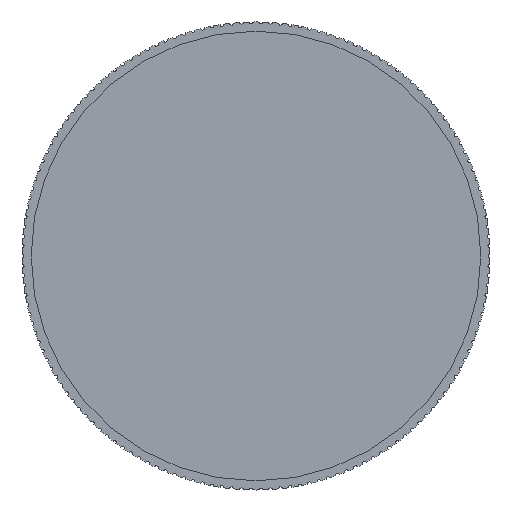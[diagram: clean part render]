
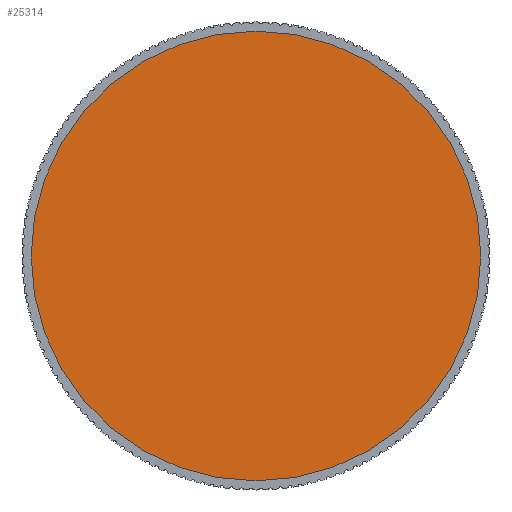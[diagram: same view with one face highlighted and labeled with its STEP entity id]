
A CAD part, left-side view. The second image highlights one B-rep face of the part: STEP entity #25314.
In plain terms, the highlighted face is planar.
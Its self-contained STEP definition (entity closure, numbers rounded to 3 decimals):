
#25248 = CYLINDRICAL_SURFACE('',#25249,6.125);
#25249 = AXIS2_PLACEMENT_3D('',#25250,#25251,#25252);
#25250 = CARTESIAN_POINT('',(0.,0.,0.));
#25251 = DIRECTION('',(0.,0.,-1.));
#25252 = DIRECTION('',(1.,0.,0.));
#25263 = EDGE_CURVE('',#25264,#25264,#25266,.T.);
#25264 = VERTEX_POINT('',#25265);
#25265 = CARTESIAN_POINT('',(6.125,0.,0.));
#25266 = SURFACE_CURVE('',#25267,(#25272,#25279),.PCURVE_S1.);
#25267 = CIRCLE('',#25268,6.125);
#25268 = AXIS2_PLACEMENT_3D('',#25269,#25270,#25271);
#25269 = CARTESIAN_POINT('',(0.,0.,0.));
#25270 = DIRECTION('',(0.,0.,-1.));
#25271 = DIRECTION('',(1.,0.,0.));
#25272 = PCURVE('',#25248,#25273);
#25273 = DEFINITIONAL_REPRESENTATION('',(#25274),#25278);
#25274 = LINE('',#25275,#25276);
#25275 = CARTESIAN_POINT('',(0.,0.));
#25276 = VECTOR('',#25277,1.);
#25277 = DIRECTION('',(1.,0.));
#25278 = ( GEOMETRIC_REPRESENTATION_CONTEXT(2) 
PARAMETRIC_REPRESENTATION_CONTEXT() REPRESENTATION_CONTEXT('2D SPACE',''
  ) );
#25279 = PCURVE('',#25280,#25285);
#25280 = PLANE('',#25281);
#25281 = AXIS2_PLACEMENT_3D('',#25282,#25283,#25284);
#25282 = CARTESIAN_POINT('',(6.375,0.,0.));
#25283 = DIRECTION('',(0.,0.,-1.));
#25284 = DIRECTION('',(-1.,0.,0.));
#25285 = DEFINITIONAL_REPRESENTATION('',(#25286),#25290);
#25286 = CIRCLE('',#25287,6.125);
#25287 = AXIS2_PLACEMENT_2D('',#25288,#25289);
#25288 = CARTESIAN_POINT('',(6.375,0.));
#25289 = DIRECTION('',(-1.,0.));
#25290 = ( GEOMETRIC_REPRESENTATION_CONTEXT(2) 
PARAMETRIC_REPRESENTATION_CONTEXT() REPRESENTATION_CONTEXT('2D SPACE',''
  ) );
#25314 = ADVANCED_FACE('',(#25315),#25280,.T.);
#25315 = FACE_BOUND('',#25316,.T.);
#25316 = EDGE_LOOP('',(#25317));
#25317 = ORIENTED_EDGE('',*,*,#25263,.T.);
